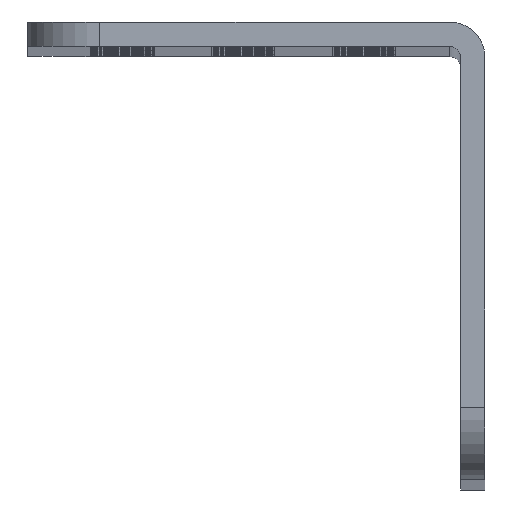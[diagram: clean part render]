
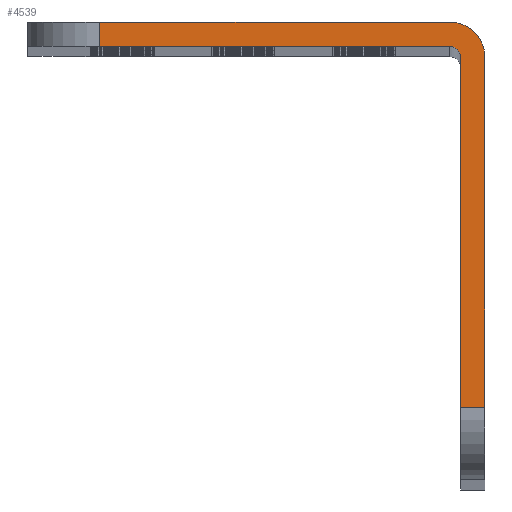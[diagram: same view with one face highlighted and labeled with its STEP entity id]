
A CAD part, top view. The second image highlights one B-rep face of the part: STEP entity #4539.
In plain terms, the highlighted planar face has unit normal (0, 0, 1).
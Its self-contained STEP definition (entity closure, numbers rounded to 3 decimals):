
#88 = VECTOR ( 'NONE', #20866, 1000. ) ;
#1193 = VERTEX_POINT ( 'NONE', #16110 ) ;
#1207 = ORIENTED_EDGE ( 'NONE', *, *, #11116, .F. ) ;
#1565 = VECTOR ( 'NONE', #20149, 1000. ) ;
#1708 = ORIENTED_EDGE ( 'NONE', *, *, #5206, .F. ) ;
#1755 = EDGE_LOOP ( 'NONE', ( #7489, #1708, #14276, #21956, #6694, #6550, #18488, #1207 ) ) ;
#1845 = DIRECTION ( 'NONE',  ( -1., 0., 0. ) ) ;
#1959 = CARTESIAN_POINT ( 'NONE',  ( 4.122, 22.261, 392. ) ) ;
#2140 = EDGE_CURVE ( 'NONE', #12800, #3024, #3922, .T. ) ;
#2288 = LINE ( 'NONE', #3550, #12569 ) ;
#2376 = AXIS2_PLACEMENT_3D ( 'NONE', #8159, #11641, #21741 ) ;
#2410 = DIRECTION ( 'NONE',  ( -1., 0., 0. ) ) ;
#2412 = LINE ( 'NONE', #9468, #21282 ) ;
#2604 = DIRECTION ( 'NONE',  ( 0., 0., 1. ) ) ;
#3024 = VERTEX_POINT ( 'NONE', #17489 ) ;
#3400 = EDGE_CURVE ( 'NONE', #1193, #6099, #13810, .T. ) ;
#3550 = CARTESIAN_POINT ( 'NONE',  ( 4.122, 24.598, 392. ) ) ;
#3922 = LINE ( 'NONE', #8961, #88 ) ;
#3925 = VERTEX_POINT ( 'NONE', #8023 ) ;
#4057 = CARTESIAN_POINT ( 'NONE',  ( 4.122, 22.998, 392. ) ) ;
#4419 = DIRECTION ( 'NONE',  ( 1., 0., 0. ) ) ;
#4539 = ADVANCED_FACE ( 'NONE', ( #15848 ), #14157, .T. ) ;
#5206 = EDGE_CURVE ( 'NONE', #13023, #3925, #11429, .T. ) ;
#5308 = DIRECTION ( 'NONE',  ( 0., 1., 0. ) ) ;
#5337 = VERTEX_POINT ( 'NONE', #16325 ) ;
#6099 = VERTEX_POINT ( 'NONE', #18300 ) ;
#6550 = ORIENTED_EDGE ( 'NONE', *, *, #3400, .T. ) ;
#6694 = ORIENTED_EDGE ( 'NONE', *, *, #8485, .T. ) ;
#7489 = ORIENTED_EDGE ( 'NONE', *, *, #20447, .T. ) ;
#7856 = VECTOR ( 'NONE', #5308, 1000. ) ;
#8023 = CARTESIAN_POINT ( 'NONE',  ( 6.458, 22.261, 392. ) ) ;
#8159 = CARTESIAN_POINT ( 'NONE',  ( 4.122, 22.261, 392. ) ) ;
#8180 = CARTESIAN_POINT ( 'NONE',  ( 6.458, -0.902, 392. ) ) ;
#8249 = LINE ( 'NONE', #14883, #1565 ) ;
#8485 = EDGE_CURVE ( 'NONE', #3024, #1193, #2412, .T. ) ;
#8908 = DIRECTION ( 'NONE',  ( 0., 0., -1. ) ) ;
#8961 = CARTESIAN_POINT ( 'NONE',  ( -19.042, 22.261, 392. ) ) ;
#9131 = CARTESIAN_POINT ( 'NONE',  ( 6.458, 22.998, 392. ) ) ;
#9468 = CARTESIAN_POINT ( 'NONE',  ( 4.122, 22.998, 392. ) ) ;
#10140 = DIRECTION ( 'NONE',  ( 0., -1., 0. ) ) ;
#10908 = DIRECTION ( 'NONE',  ( 1., 0., 0. ) ) ;
#11116 = EDGE_CURVE ( 'NONE', #22213, #5337, #8249, .T. ) ;
#11429 = CIRCLE ( 'NONE', #17150, 2.337 ) ;
#11641 = DIRECTION ( 'NONE',  ( 0., 0., -1. ) ) ;
#12257 = EDGE_CURVE ( 'NONE', #6099, #5337, #15204, .T. ) ;
#12502 = LINE ( 'NONE', #9131, #7856 ) ;
#12569 = VECTOR ( 'NONE', #2410, 1000. ) ;
#12800 = VERTEX_POINT ( 'NONE', #15621 ) ;
#13023 = VERTEX_POINT ( 'NONE', #13359 ) ;
#13359 = CARTESIAN_POINT ( 'NONE',  ( 4.122, 24.598, 392. ) ) ;
#13686 = EDGE_CURVE ( 'NONE', #13023, #12800, #2288, .T. ) ;
#13729 = CARTESIAN_POINT ( 'NONE',  ( 4.858, 22.998, 392. ) ) ;
#13810 = CIRCLE ( 'NONE', #2376, 0.737 ) ;
#14157 = PLANE ( 'NONE',  #17265 ) ;
#14276 = ORIENTED_EDGE ( 'NONE', *, *, #13686, .T. ) ;
#14883 = CARTESIAN_POINT ( 'NONE',  ( 6.458, -0.902, 392. ) ) ;
#15204 = LINE ( 'NONE', #13729, #19556 ) ;
#15621 = CARTESIAN_POINT ( 'NONE',  ( -19.042, 24.598, 392. ) ) ;
#15848 = FACE_OUTER_BOUND ( 'NONE', #1755, .T. ) ;
#16110 = CARTESIAN_POINT ( 'NONE',  ( 4.122, 22.998, 392. ) ) ;
#16325 = CARTESIAN_POINT ( 'NONE',  ( 4.858, -0.902, 392. ) ) ;
#17150 = AXIS2_PLACEMENT_3D ( 'NONE', #1959, #8908, #1845 ) ;
#17265 = AXIS2_PLACEMENT_3D ( 'NONE', #4057, #2604, #10908 ) ;
#17489 = CARTESIAN_POINT ( 'NONE',  ( -19.042, 22.998, 392. ) ) ;
#18300 = CARTESIAN_POINT ( 'NONE',  ( 4.858, 22.261, 392. ) ) ;
#18488 = ORIENTED_EDGE ( 'NONE', *, *, #12257, .T. ) ;
#19556 = VECTOR ( 'NONE', #10140, 1000. ) ;
#20149 = DIRECTION ( 'NONE',  ( -1., 0., 0. ) ) ;
#20447 = EDGE_CURVE ( 'NONE', #22213, #3925, #12502, .T. ) ;
#20866 = DIRECTION ( 'NONE',  ( 0., -1., 0. ) ) ;
#21282 = VECTOR ( 'NONE', #4419, 1000. ) ;
#21741 = DIRECTION ( 'NONE',  ( -1., 0., 0. ) ) ;
#21956 = ORIENTED_EDGE ( 'NONE', *, *, #2140, .T. ) ;
#22213 = VERTEX_POINT ( 'NONE', #8180 ) ;
